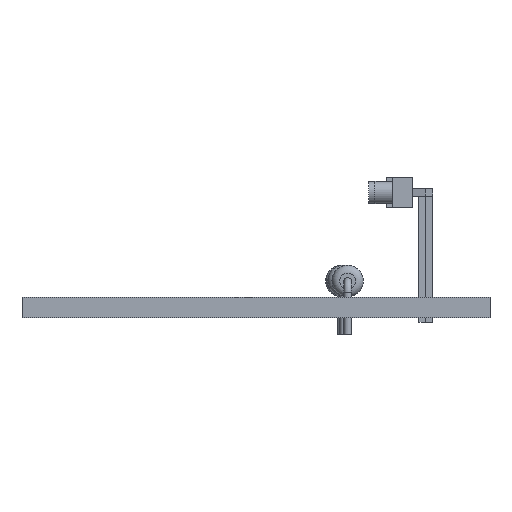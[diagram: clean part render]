
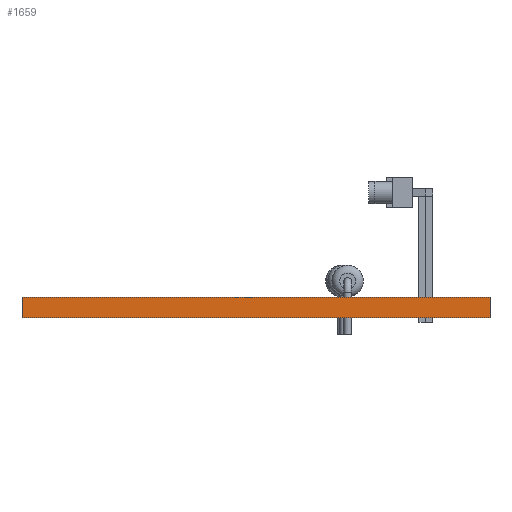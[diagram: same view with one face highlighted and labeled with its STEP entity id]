
A CAD part, front view. The second image highlights one B-rep face of the part: STEP entity #1659.
In plain terms, the highlighted planar face has unit normal (0, -1, 0).
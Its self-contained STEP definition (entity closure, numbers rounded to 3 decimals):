
#1659 = ADVANCED_FACE('',(#1660),#1694,.T.);
#1660 = FACE_BOUND('',#1661,.T.);
#1661 = EDGE_LOOP('',(#1662,#1672,#1680,#1688));
#1662 = ORIENTED_EDGE('',*,*,#1663,.T.);
#1663 = EDGE_CURVE('',#1664,#1666,#1668,.T.);
#1664 = VERTEX_POINT('',#1665);
#1665 = CARTESIAN_POINT('',(171.5,-114.,0.));
#1666 = VERTEX_POINT('',#1667);
#1667 = CARTESIAN_POINT('',(171.5,-114.,1.6));
#1668 = LINE('',#1669,#1670);
#1669 = CARTESIAN_POINT('',(171.5,-114.,0.));
#1670 = VECTOR('',#1671,1.);
#1671 = DIRECTION('',(0.,0.,1.));
#1672 = ORIENTED_EDGE('',*,*,#1673,.T.);
#1673 = EDGE_CURVE('',#1666,#1674,#1676,.T.);
#1674 = VERTEX_POINT('',#1675);
#1675 = CARTESIAN_POINT('',(134.5,-114.,1.6));
#1676 = LINE('',#1677,#1678);
#1677 = CARTESIAN_POINT('',(171.5,-114.,1.6));
#1678 = VECTOR('',#1679,1.);
#1679 = DIRECTION('',(-1.,0.,0.));
#1680 = ORIENTED_EDGE('',*,*,#1681,.F.);
#1681 = EDGE_CURVE('',#1682,#1674,#1684,.T.);
#1682 = VERTEX_POINT('',#1683);
#1683 = CARTESIAN_POINT('',(134.5,-114.,0.));
#1684 = LINE('',#1685,#1686);
#1685 = CARTESIAN_POINT('',(134.5,-114.,0.));
#1686 = VECTOR('',#1687,1.);
#1687 = DIRECTION('',(0.,0.,1.));
#1688 = ORIENTED_EDGE('',*,*,#1689,.F.);
#1689 = EDGE_CURVE('',#1664,#1682,#1690,.T.);
#1690 = LINE('',#1691,#1692);
#1691 = CARTESIAN_POINT('',(171.5,-114.,0.));
#1692 = VECTOR('',#1693,1.);
#1693 = DIRECTION('',(-1.,0.,0.));
#1694 = PLANE('',#1695);
#1695 = AXIS2_PLACEMENT_3D('',#1696,#1697,#1698);
#1696 = CARTESIAN_POINT('',(171.5,-114.,0.));
#1697 = DIRECTION('',(0.,-1.,0.));
#1698 = DIRECTION('',(-1.,0.,0.));
